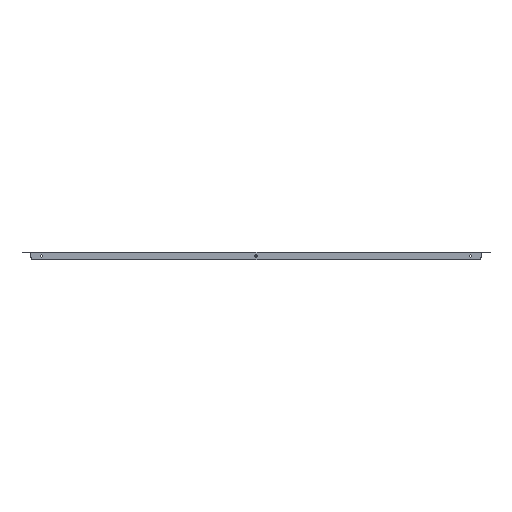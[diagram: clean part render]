
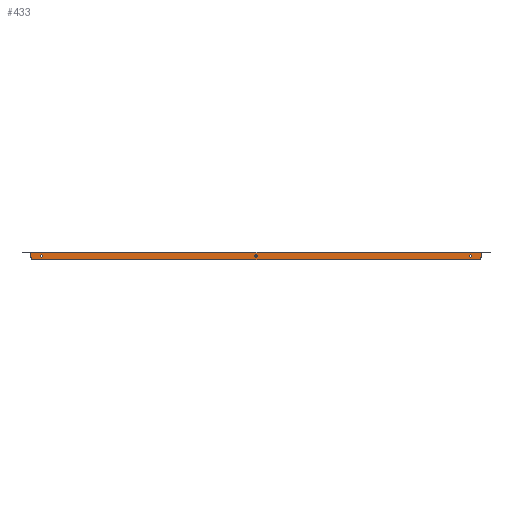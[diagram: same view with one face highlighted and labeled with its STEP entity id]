
A CAD part, front view. The second image highlights one B-rep face of the part: STEP entity #433.
In plain terms, the highlighted planar face has unit normal (0, -1, 0).
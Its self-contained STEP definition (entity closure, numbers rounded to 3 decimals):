
#23 = VECTOR ( 'NONE', #1050, 1000. ) ;
#75 = AXIS2_PLACEMENT_3D ( 'NONE', #1227, #1208, #1384 ) ;
#120 = ORIENTED_EDGE ( 'NONE', *, *, #1008, .T. ) ;
#173 = ORIENTED_EDGE ( 'NONE', *, *, #1516, .T. ) ;
#194 = FACE_BOUND ( 'NONE', #2114, .T. ) ;
#196 = VERTEX_POINT ( 'NONE', #2207 ) ;
#198 = PLANE ( 'NONE',  #1398 ) ;
#215 = LINE ( 'NONE', #1725, #1540 ) ;
#231 = ORIENTED_EDGE ( 'NONE', *, *, #936, .T. ) ;
#308 = CARTESIAN_POINT ( 'NONE',  ( 406.25, -299.8, -5.4 ) ) ;
#318 = CARTESIAN_POINT ( 'NONE',  ( -428.796, -299.8, -0.919 ) ) ;
#325 = DIRECTION ( 'NONE',  ( 0., 0., 1. ) ) ;
#335 = CIRCLE ( 'NONE', #2312, 2.1 ) ;
#380 = LINE ( 'NONE', #318, #23 ) ;
#388 = AXIS2_PLACEMENT_3D ( 'NONE', #1727, #2307, #1382 ) ;
#433 = ADVANCED_FACE ( 'NONE', ( #829, #449, #194, #1740 ), #198, .F. ) ;
#436 = VERTEX_POINT ( 'NONE', #1270 ) ;
#449 = FACE_BOUND ( 'NONE', #643, .T. ) ;
#499 = VERTEX_POINT ( 'NONE', #308 ) ;
#533 = CARTESIAN_POINT ( 'NONE',  ( 426.25, -299.8, -0.919 ) ) ;
#567 = CIRCLE ( 'NONE', #1139, 5. ) ;
#618 = VERTEX_POINT ( 'NONE', #533 ) ;
#643 = EDGE_LOOP ( 'NONE', ( #120 ) ) ;
#673 = EDGE_CURVE ( 'NONE', #499, #499, #335, .T. ) ;
#764 = VERTEX_POINT ( 'NONE', #1277 ) ;
#775 = DIRECTION ( 'NONE',  ( 0., 0., 1. ) ) ;
#829 = FACE_BOUND ( 'NONE', #2139, .T. ) ;
#833 = VERTEX_POINT ( 'NONE', #1154 ) ;
#879 = CARTESIAN_POINT ( 'NONE',  ( 0., -299.8, -15. ) ) ;
#897 = CARTESIAN_POINT ( 'NONE',  ( -406.25, -299.8, -5.4 ) ) ;
#936 = EDGE_CURVE ( 'NONE', #1079, #1079, #1089, .T. ) ;
#957 = ORIENTED_EDGE ( 'NONE', *, *, #1260, .T. ) ;
#968 = LINE ( 'NONE', #879, #2061 ) ;
#990 = ORIENTED_EDGE ( 'NONE', *, *, #1723, .T. ) ;
#1008 = EDGE_CURVE ( 'NONE', #436, #436, #2099, .T. ) ;
#1013 = DIRECTION ( 'NONE',  ( 0., 0., 1. ) ) ;
#1050 = DIRECTION ( 'NONE',  ( 1., 0., 0. ) ) ;
#1069 = CARTESIAN_POINT ( 'NONE',  ( 406.25, -299.8, -7.5 ) ) ;
#1079 = VERTEX_POINT ( 'NONE', #897 ) ;
#1088 = VECTOR ( 'NONE', #775, 1000. ) ;
#1089 = CIRCLE ( 'NONE', #2081, 2.1 ) ;
#1094 = CARTESIAN_POINT ( 'NONE',  ( -426.25, -299.8, -10. ) ) ;
#1139 = AXIS2_PLACEMENT_3D ( 'NONE', #2183, #1828, #325 ) ;
#1154 = CARTESIAN_POINT ( 'NONE',  ( -421.25, -299.8, -15. ) ) ;
#1208 = DIRECTION ( 'NONE',  ( 0., -1., 0. ) ) ;
#1219 = DIRECTION ( 'NONE',  ( 0., 1., 0. ) ) ;
#1227 = CARTESIAN_POINT ( 'NONE',  ( 421.25, -299.8, -10. ) ) ;
#1255 = DIRECTION ( 'NONE',  ( 0., 1., 0. ) ) ;
#1260 = EDGE_CURVE ( 'NONE', #1912, #833, #567, .T. ) ;
#1270 = CARTESIAN_POINT ( 'NONE',  ( 0., -299.8, -5.4 ) ) ;
#1277 = CARTESIAN_POINT ( 'NONE',  ( 421.25, -299.8, -15. ) ) ;
#1375 = CARTESIAN_POINT ( 'NONE',  ( -406.25, -299.8, -7.5 ) ) ;
#1382 = DIRECTION ( 'NONE',  ( 0., 0., 1. ) ) ;
#1384 = DIRECTION ( 'NONE',  ( 0., 0., 1. ) ) ;
#1397 = VERTEX_POINT ( 'NONE', #2210 ) ;
#1398 = AXIS2_PLACEMENT_3D ( 'NONE', #1736, #1219, #1944 ) ;
#1516 = EDGE_CURVE ( 'NONE', #1397, #618, #2008, .T. ) ;
#1540 = VECTOR ( 'NONE', #1548, 1000. ) ;
#1548 = DIRECTION ( 'NONE',  ( 0., 0., -1. ) ) ;
#1555 = DIRECTION ( 'NONE',  ( 0., 1., 0. ) ) ;
#1640 = ORIENTED_EDGE ( 'NONE', *, *, #673, .T. ) ;
#1641 = ORIENTED_EDGE ( 'NONE', *, *, #2294, .T. ) ;
#1645 = ORIENTED_EDGE ( 'NONE', *, *, #2407, .F. ) ;
#1723 = EDGE_CURVE ( 'NONE', #196, #1912, #215, .T. ) ;
#1725 = CARTESIAN_POINT ( 'NONE',  ( -426.25, -299.8, 0. ) ) ;
#1727 = CARTESIAN_POINT ( 'NONE',  ( 0., -299.8, -7.5 ) ) ;
#1736 = CARTESIAN_POINT ( 'NONE',  ( 0., -299.8, 0. ) ) ;
#1740 = FACE_OUTER_BOUND ( 'NONE', #2408, .T. ) ;
#1785 = EDGE_CURVE ( 'NONE', #833, #764, #968, .T. ) ;
#1828 = DIRECTION ( 'NONE',  ( 0., -1., 0. ) ) ;
#1912 = VERTEX_POINT ( 'NONE', #1094 ) ;
#1944 = DIRECTION ( 'NONE',  ( 0., 0., 1. ) ) ;
#1988 = DIRECTION ( 'NONE',  ( 1., 0., 0. ) ) ;
#2008 = LINE ( 'NONE', #2059, #1088 ) ;
#2030 = DIRECTION ( 'NONE',  ( 0., 0., 1. ) ) ;
#2056 = CIRCLE ( 'NONE', #75, 5. ) ;
#2058 = ORIENTED_EDGE ( 'NONE', *, *, #1785, .T. ) ;
#2059 = CARTESIAN_POINT ( 'NONE',  ( 426.25, -299.8, 0. ) ) ;
#2061 = VECTOR ( 'NONE', #1988, 1000. ) ;
#2081 = AXIS2_PLACEMENT_3D ( 'NONE', #1375, #1555, #1013 ) ;
#2099 = CIRCLE ( 'NONE', #388, 2.1 ) ;
#2114 = EDGE_LOOP ( 'NONE', ( #1640 ) ) ;
#2139 = EDGE_LOOP ( 'NONE', ( #231 ) ) ;
#2183 = CARTESIAN_POINT ( 'NONE',  ( -421.25, -299.8, -10. ) ) ;
#2207 = CARTESIAN_POINT ( 'NONE',  ( -426.25, -299.8, -0.919 ) ) ;
#2210 = CARTESIAN_POINT ( 'NONE',  ( 426.25, -299.8, -10. ) ) ;
#2294 = EDGE_CURVE ( 'NONE', #764, #1397, #2056, .T. ) ;
#2307 = DIRECTION ( 'NONE',  ( 0., 1., 0. ) ) ;
#2312 = AXIS2_PLACEMENT_3D ( 'NONE', #1069, #1255, #2030 ) ;
#2407 = EDGE_CURVE ( 'NONE', #196, #618, #380, .T. ) ;
#2408 = EDGE_LOOP ( 'NONE', ( #990, #957, #2058, #1641, #173, #1645 ) ) ;
